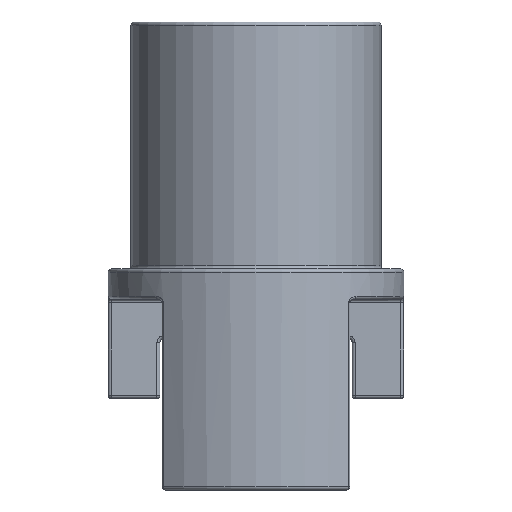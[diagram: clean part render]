
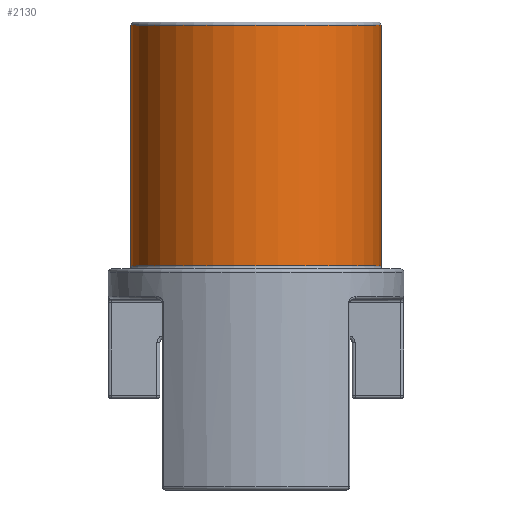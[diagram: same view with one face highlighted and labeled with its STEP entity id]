
A CAD part, front view. The second image highlights one B-rep face of the part: STEP entity #2130.
In plain terms, the highlighted cylindrical face has radius 2.083 mm (diameter 4.166 mm), a partial arc.
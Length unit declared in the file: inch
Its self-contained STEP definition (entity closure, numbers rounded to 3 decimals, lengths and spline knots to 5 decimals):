
#191 = CARTESIAN_POINT ( 'NONE',  ( 0., 0., -0.002 ) ) ;
#249 = DIRECTION ( 'NONE',  ( 1., 0., 0. ) ) ;
#338 = LINE ( 'NONE', #1687, #1314 ) ;
#374 = CARTESIAN_POINT ( 'NONE',  ( -0.082, 0., -0.16 ) ) ;
#408 = EDGE_CURVE ( 'NONE', #1368, #439, #1496, .T. ) ;
#429 = DIRECTION ( 'NONE',  ( 0., 0., -1. ) ) ;
#439 = VERTEX_POINT ( 'NONE', #1600 ) ;
#638 = CARTESIAN_POINT ( 'NONE',  ( 0.082, 0., -0.002 ) ) ;
#649 = DIRECTION ( 'NONE',  ( 0., 0., 1. ) ) ;
#721 = CARTESIAN_POINT ( 'NONE',  ( 0.082, 0., -0.16 ) ) ;
#806 = VERTEX_POINT ( 'NONE', #721 ) ;
#874 = DIRECTION ( 'NONE',  ( 1., 0., 0. ) ) ;
#875 = AXIS2_PLACEMENT_3D ( 'NONE', #1677, #2782, #874 ) ;
#991 = AXIS2_PLACEMENT_3D ( 'NONE', #2561, #3384, #1770 ) ;
#1302 = ORIENTED_EDGE ( 'NONE', *, *, #408, .F. ) ;
#1314 = VECTOR ( 'NONE', #649, 39.37008 ) ;
#1318 = CIRCLE ( 'NONE', #1882, 0.082 ) ;
#1341 = CARTESIAN_POINT ( 'NONE',  ( -0.082, 0., -0.182 ) ) ;
#1368 = VERTEX_POINT ( 'NONE', #374 ) ;
#1465 = ORIENTED_EDGE ( 'NONE', *, *, #2830, .T. ) ;
#1496 = LINE ( 'NONE', #1341, #2038 ) ;
#1600 = CARTESIAN_POINT ( 'NONE',  ( -0.082, 0., -0.002 ) ) ;
#1677 = CARTESIAN_POINT ( 'NONE',  ( 0., 0., -0.182 ) ) ;
#1687 = CARTESIAN_POINT ( 'NONE',  ( 0.082, 0., -0.182 ) ) ;
#1770 = DIRECTION ( 'NONE',  ( -1., 0., 0. ) ) ;
#1871 = DIRECTION ( 'NONE',  ( 0., 0., 1. ) ) ;
#1882 = AXIS2_PLACEMENT_3D ( 'NONE', #191, #429, #249 ) ;
#1889 = ORIENTED_EDGE ( 'NONE', *, *, #2350, .T. ) ;
#1901 = CIRCLE ( 'NONE', #991, 0.082 ) ;
#1927 = VERTEX_POINT ( 'NONE', #638 ) ;
#1980 = FACE_OUTER_BOUND ( 'NONE', #2714, .T. ) ;
#1987 = CYLINDRICAL_SURFACE ( 'NONE', #875, 0.082 ) ;
#2038 = VECTOR ( 'NONE', #1871, 39.37008 ) ;
#2130 = ADVANCED_FACE ( 'NONE', ( #1980 ), #1987, .T. ) ;
#2144 = ORIENTED_EDGE ( 'NONE', *, *, #2182, .T. ) ;
#2182 = EDGE_CURVE ( 'NONE', #1368, #806, #1901, .T. ) ;
#2350 = EDGE_CURVE ( 'NONE', #1927, #439, #1318, .T. ) ;
#2561 = CARTESIAN_POINT ( 'NONE',  ( 0., 0., -0.16 ) ) ;
#2714 = EDGE_LOOP ( 'NONE', ( #1302, #2144, #1465, #1889 ) ) ;
#2782 = DIRECTION ( 'NONE',  ( 0., 0., 1. ) ) ;
#2830 = EDGE_CURVE ( 'NONE', #806, #1927, #338, .T. ) ;
#3384 = DIRECTION ( 'NONE',  ( 0., 0., 1. ) ) ;
